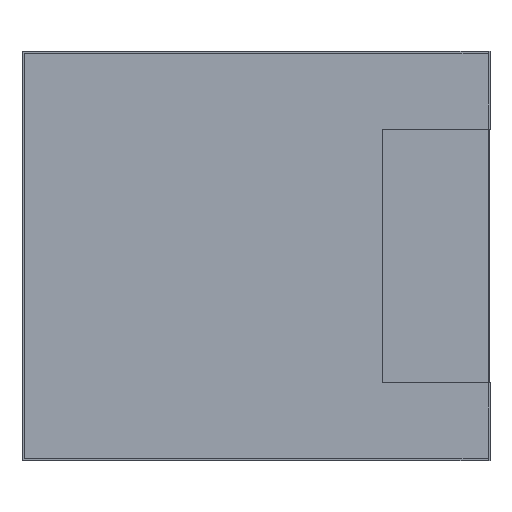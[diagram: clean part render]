
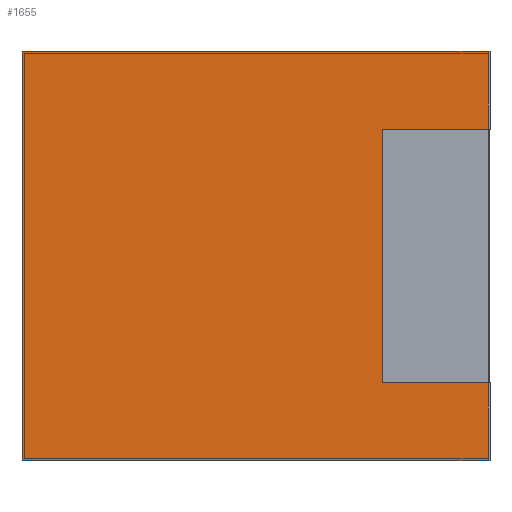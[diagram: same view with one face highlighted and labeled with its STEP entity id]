
A CAD part, left-side view. The second image highlights one B-rep face of the part: STEP entity #1655.
In plain terms, the highlighted planar face has unit normal (-1, 0, 0).
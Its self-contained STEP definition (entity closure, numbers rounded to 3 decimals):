
#36 = VERTEX_POINT ( 'NONE', #287 ) ;
#79 = VECTOR ( 'NONE', #1025, 1000. ) ;
#87 = CARTESIAN_POINT ( 'NONE',  ( -165., -239., -105. ) ) ;
#95 = CARTESIAN_POINT ( 'NONE',  ( -165., -185., -65. ) ) ;
#96 = LINE ( 'NONE', #392, #886 ) ;
#102 = FACE_OUTER_BOUND ( 'NONE', #822, .T. ) ;
#138 = VECTOR ( 'NONE', #885, 1000. ) ;
#139 = VECTOR ( 'NONE', #1026, 1000. ) ;
#191 = EDGE_CURVE ( 'NONE', #1770, #1575, #211, .T. ) ;
#211 = LINE ( 'NONE', #87, #1782 ) ;
#249 = LINE ( 'NONE', #701, #296 ) ;
#275 = VERTEX_POINT ( 'NONE', #710 ) ;
#278 = DIRECTION ( 'NONE',  ( 1., 0., 0. ) ) ;
#285 = DIRECTION ( 'NONE',  ( 0., 0., -1. ) ) ;
#287 = CARTESIAN_POINT ( 'NONE',  ( -165., -239., 105. ) ) ;
#296 = VECTOR ( 'NONE', #285, 1000. ) ;
#317 = VERTEX_POINT ( 'NONE', #95 ) ;
#391 = CARTESIAN_POINT ( 'NONE',  ( -165., 0., 105. ) ) ;
#392 = CARTESIAN_POINT ( 'NONE',  ( -165., -185., 65. ) ) ;
#420 = CARTESIAN_POINT ( 'NONE',  ( -165., -239., 105. ) ) ;
#427 = LINE ( 'NONE', #391, #139 ) ;
#471 = EDGE_CURVE ( 'NONE', #766, #36, #1368, .T. ) ;
#472 = ORIENTED_EDGE ( 'NONE', *, *, #1914, .F. ) ;
#492 = LINE ( 'NONE', #967, #1854 ) ;
#496 = EDGE_CURVE ( 'NONE', #36, #275, #1499, .T. ) ;
#497 = ORIENTED_EDGE ( 'NONE', *, *, #191, .T. ) ;
#515 = ORIENTED_EDGE ( 'NONE', *, *, #1512, .F. ) ;
#538 = DIRECTION ( 'NONE',  ( 0., 0., -1. ) ) ;
#584 = CARTESIAN_POINT ( 'NONE',  ( -165., -240.001, 65. ) ) ;
#701 = CARTESIAN_POINT ( 'NONE',  ( -165., -239., 105. ) ) ;
#710 = CARTESIAN_POINT ( 'NONE',  ( -165., -239., 65. ) ) ;
#755 = EDGE_CURVE ( 'NONE', #275, #1318, #1925, .T. ) ;
#766 = VERTEX_POINT ( 'NONE', #1934 ) ;
#822 = EDGE_LOOP ( 'NONE', ( #515, #1924, #1034, #1218, #937, #497, #1362, #472 ) ) ;
#867 = DIRECTION ( 'NONE',  ( 0., 0., -1. ) ) ;
#885 = DIRECTION ( 'NONE',  ( 0., 1., 0. ) ) ;
#886 = VECTOR ( 'NONE', #538, 1000. ) ;
#937 = ORIENTED_EDGE ( 'NONE', *, *, #1544, .T. ) ;
#940 = CARTESIAN_POINT ( 'NONE',  ( -165., -239., 105. ) ) ;
#967 = CARTESIAN_POINT ( 'NONE',  ( -165., -185., -65. ) ) ;
#995 = CARTESIAN_POINT ( 'NONE',  ( -165., -239., -105. ) ) ;
#1025 = DIRECTION ( 'NONE',  ( 0., -1., 0. ) ) ;
#1026 = DIRECTION ( 'NONE',  ( 0., 0., -1. ) ) ;
#1034 = ORIENTED_EDGE ( 'NONE', *, *, #496, .F. ) ;
#1038 = CARTESIAN_POINT ( 'NONE',  ( -165., -185., 65. ) ) ;
#1087 = DIRECTION ( 'NONE',  ( 0., -1., 0. ) ) ;
#1218 = ORIENTED_EDGE ( 'NONE', *, *, #471, .F. ) ;
#1232 = VERTEX_POINT ( 'NONE', #1776 ) ;
#1237 = AXIS2_PLACEMENT_3D ( 'NONE', #420, #278, #867 ) ;
#1248 = DIRECTION ( 'NONE',  ( 0., -1., 0. ) ) ;
#1295 = PLANE ( 'NONE',  #1237 ) ;
#1318 = VERTEX_POINT ( 'NONE', #1038 ) ;
#1362 = ORIENTED_EDGE ( 'NONE', *, *, #1564, .F. ) ;
#1368 = LINE ( 'NONE', #940, #79 ) ;
#1499 = LINE ( 'NONE', #1805, #1508 ) ;
#1508 = VECTOR ( 'NONE', #1654, 1000. ) ;
#1512 = EDGE_CURVE ( 'NONE', #1318, #317, #96, .T. ) ;
#1544 = EDGE_CURVE ( 'NONE', #766, #1770, #427, .T. ) ;
#1564 = EDGE_CURVE ( 'NONE', #1232, #1575, #249, .T. ) ;
#1575 = VERTEX_POINT ( 'NONE', #995 ) ;
#1654 = DIRECTION ( 'NONE',  ( 0., 0., -1. ) ) ;
#1655 = ADVANCED_FACE ( 'Defeature ausgef�hrt1_18', ( #102 ), #1295, .F. ) ;
#1656 = CARTESIAN_POINT ( 'NONE',  ( -165., 0., -105. ) ) ;
#1770 = VERTEX_POINT ( 'NONE', #1656 ) ;
#1776 = CARTESIAN_POINT ( 'NONE',  ( -165., -239., -65. ) ) ;
#1782 = VECTOR ( 'NONE', #1248, 1000. ) ;
#1805 = CARTESIAN_POINT ( 'NONE',  ( -165., -239., 105. ) ) ;
#1854 = VECTOR ( 'NONE', #1087, 1000. ) ;
#1914 = EDGE_CURVE ( 'NONE', #317, #1232, #492, .T. ) ;
#1924 = ORIENTED_EDGE ( 'NONE', *, *, #755, .F. ) ;
#1925 = LINE ( 'NONE', #584, #138 ) ;
#1934 = CARTESIAN_POINT ( 'NONE',  ( -165., 0., 105. ) ) ;
